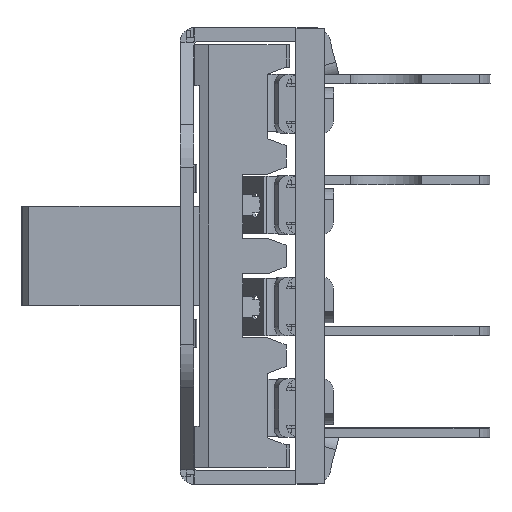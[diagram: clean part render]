
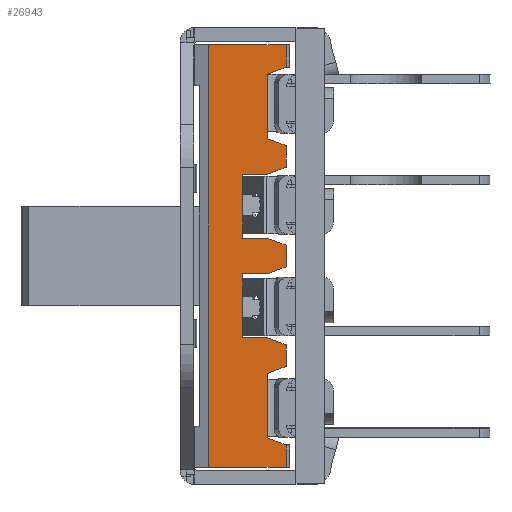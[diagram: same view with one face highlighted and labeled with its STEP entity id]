
A CAD part, left-side view. The second image highlights one B-rep face of the part: STEP entity #26943.
In plain terms, the highlighted planar face has unit normal (-1, 0, 0).
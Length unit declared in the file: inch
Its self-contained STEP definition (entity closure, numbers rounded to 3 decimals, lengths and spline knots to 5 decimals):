
#1287=PLANE('',#29209);
#2579=FACE_OUTER_BOUND('',#3975,.T.);
#3975=EDGE_LOOP('',(#23758,#23759,#23760,#23761,#23762,#23763,#23764,#23765,
#23766,#23767,#23768,#23769,#23770,#23771,#23772,#23773,#23774,#23775,#23776,
#23777,#23778,#23779,#23780,#23781));
#7141=LINE('',#43594,#9889);
#7251=LINE('',#43857,#9999);
#7273=LINE('',#43914,#10021);
#7318=LINE('',#44119,#10066);
#7363=LINE('',#44210,#10111);
#7414=LINE('',#44307,#10162);
#7418=LINE('',#44314,#10166);
#7422=LINE('',#44323,#10170);
#7424=LINE('',#44326,#10172);
#7426=LINE('',#44330,#10174);
#7427=LINE('',#44333,#10175);
#7429=LINE('',#44337,#10177);
#7432=LINE('',#44343,#10180);
#7434=LINE('',#44346,#10182);
#7435=LINE('',#44349,#10183);
#7437=LINE('',#44353,#10185);
#7440=LINE('',#44359,#10188);
#7442=LINE('',#44362,#10190);
#7443=LINE('',#44365,#10191);
#7444=LINE('',#44367,#10192);
#7445=LINE('',#44368,#10193);
#7446=LINE('',#44369,#10194);
#7447=LINE('',#44370,#10195);
#7448=LINE('',#44371,#10196);
#9889=VECTOR('',#35538,0.3937);
#9999=VECTOR('',#35794,0.3937);
#10021=VECTOR('',#35858,0.3937);
#10066=VECTOR('',#36083,0.3937);
#10111=VECTOR('',#36158,0.3937);
#10162=VECTOR('',#36235,0.3937);
#10166=VECTOR('',#36243,0.3937);
#10170=VECTOR('',#36255,0.3937);
#10172=VECTOR('',#36259,0.3937);
#10174=VECTOR('',#36263,0.3937);
#10175=VECTOR('',#36266,0.3937);
#10177=VECTOR('',#36270,0.3937);
#10180=VECTOR('',#36275,0.3937);
#10182=VECTOR('',#36279,0.3937);
#10183=VECTOR('',#36282,0.3937);
#10185=VECTOR('',#36286,0.3937);
#10188=VECTOR('',#36291,0.3937);
#10190=VECTOR('',#36295,0.3937);
#10191=VECTOR('',#36298,0.3937);
#10192=VECTOR('',#36299,0.3937);
#10193=VECTOR('',#36300,0.3937);
#10194=VECTOR('',#36301,0.3937);
#10195=VECTOR('',#36302,0.3937);
#10196=VECTOR('',#36303,0.3937);
#12441=VERTEX_POINT('',#43591);
#12442=VERTEX_POINT('',#43593);
#12521=VERTEX_POINT('',#43854);
#12522=VERTEX_POINT('',#43856);
#12536=VERTEX_POINT('',#43912);
#12605=VERTEX_POINT('',#44116);
#12606=VERTEX_POINT('',#44118);
#12636=VERTEX_POINT('',#44207);
#12637=VERTEX_POINT('',#44209);
#12669=VERTEX_POINT('',#44304);
#12670=VERTEX_POINT('',#44306);
#12671=VERTEX_POINT('',#44313);
#12672=VERTEX_POINT('',#44322);
#12673=VERTEX_POINT('',#44328);
#12674=VERTEX_POINT('',#44332);
#12675=VERTEX_POINT('',#44336);
#12676=VERTEX_POINT('',#44340);
#12677=VERTEX_POINT('',#44342);
#12678=VERTEX_POINT('',#44348);
#12679=VERTEX_POINT('',#44352);
#12680=VERTEX_POINT('',#44356);
#12681=VERTEX_POINT('',#44358);
#12682=VERTEX_POINT('',#44364);
#12683=VERTEX_POINT('',#44366);
#16034=EDGE_CURVE('',#12442,#12441,#7141,.T.);
#16162=EDGE_CURVE('',#12521,#12522,#7251,.T.);
#16192=EDGE_CURVE('',#12536,#12441,#7273,.T.);
#16288=EDGE_CURVE('',#12606,#12605,#7318,.T.);
#16333=EDGE_CURVE('',#12637,#12636,#7363,.T.);
#16384=EDGE_CURVE('',#12669,#12670,#7414,.T.);
#16388=EDGE_CURVE('',#12442,#12671,#7418,.T.);
#16392=EDGE_CURVE('',#12672,#12671,#7422,.T.);
#16394=EDGE_CURVE('',#12521,#12670,#7424,.T.);
#16396=EDGE_CURVE('',#12669,#12673,#7426,.T.);
#16397=EDGE_CURVE('',#12674,#12606,#7427,.T.);
#16399=EDGE_CURVE('',#12675,#12674,#7429,.T.);
#16402=EDGE_CURVE('',#12677,#12676,#7432,.T.);
#16404=EDGE_CURVE('',#12605,#12677,#7434,.T.);
#16405=EDGE_CURVE('',#12678,#12637,#7435,.T.);
#16407=EDGE_CURVE('',#12679,#12678,#7437,.T.);
#16410=EDGE_CURVE('',#12681,#12680,#7440,.T.);
#16412=EDGE_CURVE('',#12636,#12681,#7442,.T.);
#16413=EDGE_CURVE('',#12536,#12682,#7443,.T.);
#16414=EDGE_CURVE('',#12683,#12682,#7444,.T.);
#16415=EDGE_CURVE('',#12683,#12522,#7445,.T.);
#16416=EDGE_CURVE('',#12675,#12673,#7446,.T.);
#16417=EDGE_CURVE('',#12679,#12676,#7447,.T.);
#16418=EDGE_CURVE('',#12672,#12680,#7448,.T.);
#23758=ORIENTED_EDGE('',*,*,#16392,.T.);
#23759=ORIENTED_EDGE('',*,*,#16388,.F.);
#23760=ORIENTED_EDGE('',*,*,#16034,.T.);
#23761=ORIENTED_EDGE('',*,*,#16192,.F.);
#23762=ORIENTED_EDGE('',*,*,#16413,.T.);
#23763=ORIENTED_EDGE('',*,*,#16414,.F.);
#23764=ORIENTED_EDGE('',*,*,#16415,.T.);
#23765=ORIENTED_EDGE('',*,*,#16162,.F.);
#23766=ORIENTED_EDGE('',*,*,#16394,.T.);
#23767=ORIENTED_EDGE('',*,*,#16384,.F.);
#23768=ORIENTED_EDGE('',*,*,#16396,.T.);
#23769=ORIENTED_EDGE('',*,*,#16416,.F.);
#23770=ORIENTED_EDGE('',*,*,#16399,.T.);
#23771=ORIENTED_EDGE('',*,*,#16397,.T.);
#23772=ORIENTED_EDGE('',*,*,#16288,.T.);
#23773=ORIENTED_EDGE('',*,*,#16404,.T.);
#23774=ORIENTED_EDGE('',*,*,#16402,.T.);
#23775=ORIENTED_EDGE('',*,*,#16417,.F.);
#23776=ORIENTED_EDGE('',*,*,#16407,.T.);
#23777=ORIENTED_EDGE('',*,*,#16405,.T.);
#23778=ORIENTED_EDGE('',*,*,#16333,.T.);
#23779=ORIENTED_EDGE('',*,*,#16412,.T.);
#23780=ORIENTED_EDGE('',*,*,#16410,.T.);
#23781=ORIENTED_EDGE('',*,*,#16418,.F.);
#26943=ADVANCED_FACE('',(#2579),#1287,.T.);
#29209=AXIS2_PLACEMENT_3D('',#44363,#36296,#36297);
#35538=DIRECTION('',(0.,-0.932,0.361));
#35794=DIRECTION('',(0.,0.,-1.));
#35858=DIRECTION('',(0.,0.,-1.));
#36083=DIRECTION('',(0.,0.,1.));
#36158=DIRECTION('',(0.,0.,1.));
#36235=DIRECTION('',(0.,0.,-1.));
#36243=DIRECTION('',(0.,0.,-1.));
#36255=DIRECTION('',(0.,0.932,0.361));
#36259=DIRECTION('',(0.,0.932,0.361));
#36263=DIRECTION('',(0.,-0.932,0.361));
#36266=DIRECTION('',(0.,1.,0.));
#36270=DIRECTION('',(0.,0.932,0.361));
#36275=DIRECTION('',(0.,-0.932,0.361));
#36279=DIRECTION('',(0.,-1.,0.));
#36282=DIRECTION('',(0.,1.,0.));
#36286=DIRECTION('',(0.,0.932,0.361));
#36291=DIRECTION('',(0.,-0.932,0.361));
#36295=DIRECTION('',(0.,-1.,0.));
#36296=DIRECTION('center_axis',(-1.,0.,0.));
#36297=DIRECTION('ref_axis',(0.,0.,
1.));
#36298=DIRECTION('',(0.,1.,0.));
#36299=DIRECTION('',(0.,0.,1.));
#36300=DIRECTION('',(0.,-1.,0.));
#36301=DIRECTION('',(0.,0.,-1.));
#36302=DIRECTION('',(0.,0.,-1.));
#36303=DIRECTION('',(0.,0.,-1.));
#43591=CARTESIAN_POINT('',(0.00406,0.04298,0.59309));
#43593=CARTESIAN_POINT('',(0.00406,0.08299,0.57759));
#43594=CARTESIAN_POINT('',(0.00406,0.12168,0.5626));
#43854=CARTESIAN_POINT('',(0.00406,0.04298,-0.23391));
#43856=CARTESIAN_POINT('',(0.00406,0.04298,-0.28291));
#43857=CARTESIAN_POINT('',(0.00406,0.04298,0.64209));
#43912=CARTESIAN_POINT('',(0.00406,0.04298,0.64209));
#43914=CARTESIAN_POINT('',(0.00406,0.04298,0.64209));
#44116=CARTESIAN_POINT('',(0.00406,0.13799,0.14059));
#44118=CARTESIAN_POINT('',(0.00406,0.13799,0.00059));
#44119=CARTESIAN_POINT('',(0.00406,0.13799,0.39134));
#44207=CARTESIAN_POINT('',(0.00406,0.13799,0.35859));
#44209=CARTESIAN_POINT('',(0.00406,0.13799,0.21859));
#44210=CARTESIAN_POINT('',(0.00406,0.13799,0.50034));
#44304=CARTESIAN_POINT('',(0.00406,0.08299,-0.07741));
#44306=CARTESIAN_POINT('',(0.00406,0.08299,-0.21841));
#44307=CARTESIAN_POINT('',(0.00406,0.08299,-0.07741));
#44313=CARTESIAN_POINT('',(0.00406,0.08299,0.43659));
#44314=CARTESIAN_POINT('',(0.00406,0.08299,0.57759));
#44322=CARTESIAN_POINT('',(0.00406,0.04298,0.42109));
#44323=CARTESIAN_POINT('',(0.00406,0.18716,0.47695));
#44326=CARTESIAN_POINT('',(0.00406,0.29749,-0.13529));
#44328=CARTESIAN_POINT('',(0.00406,0.04298,-0.06191));
#44330=CARTESIAN_POINT('',(0.00406,0.01134,-0.04965));
#44332=CARTESIAN_POINT('',(0.00406,0.08299,0.00059));
#44333=CARTESIAN_POINT('',(0.00406,0.19048,0.00059));
#44336=CARTESIAN_POINT('',(0.00406,0.04298,-0.01491));
#44337=CARTESIAN_POINT('',(0.00406,0.2606,0.06941));
#44340=CARTESIAN_POINT('',(0.00406,0.04298,0.15609));
#44342=CARTESIAN_POINT('',(0.00406,0.08299,0.14059));
#44343=CARTESIAN_POINT('',(0.00406,0.04806,0.15412));
#44346=CARTESIAN_POINT('',(0.00406,0.16298,0.14059));
#44348=CARTESIAN_POINT('',(0.00406,0.08299,0.21859));
#44349=CARTESIAN_POINT('',(0.00406,0.19048,0.21859));
#44352=CARTESIAN_POINT('',(0.00406,0.04298,0.20309));
#44353=CARTESIAN_POINT('',(0.00406,0.22388,0.27318));
#44356=CARTESIAN_POINT('',(0.00406,0.04298,0.37409));
#44358=CARTESIAN_POINT('',(0.00406,0.08299,0.35859));
#44359=CARTESIAN_POINT('',(0.00406,0.08478,0.35789));
#44362=CARTESIAN_POINT('',(0.00406,0.16298,0.35859));
#44363=CARTESIAN_POINT('Origin',(0.00406,0.24298,
0.64209));
#44364=CARTESIAN_POINT('',(0.00406,0.21198,0.64209));
#44365=CARTESIAN_POINT('',(0.00406,0.04298,0.64209));
#44366=CARTESIAN_POINT('',(0.00406,0.21198,-0.28291));
#44367=CARTESIAN_POINT('',(0.00406,0.21198,0.64209));
#44368=CARTESIAN_POINT('',(0.00406,0.04298,-0.28291));
#44369=CARTESIAN_POINT('',(0.00406,0.04298,0.64209));
#44370=CARTESIAN_POINT('',(0.00406,0.04298,0.64209));
#44371=CARTESIAN_POINT('',(0.00406,0.04298,0.64209));
